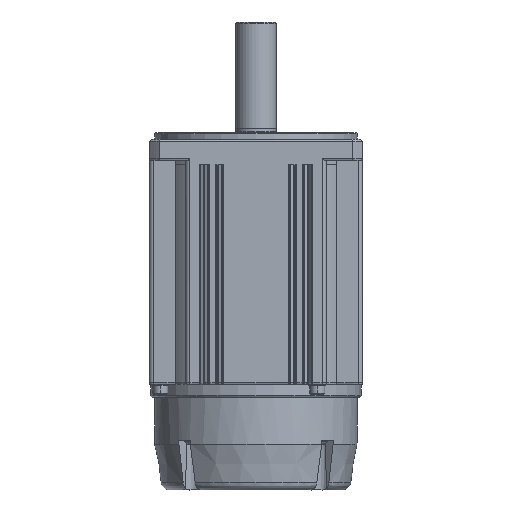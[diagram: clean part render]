
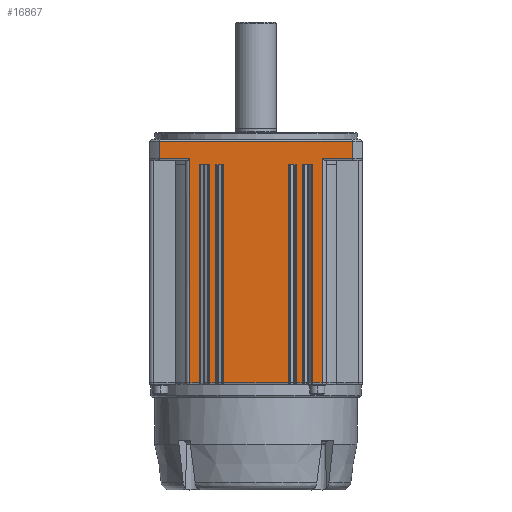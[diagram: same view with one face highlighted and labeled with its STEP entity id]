
A CAD part, left-side view. The second image highlights one B-rep face of the part: STEP entity #16867.
In plain terms, the highlighted planar face has unit normal (-1, 0, 0).
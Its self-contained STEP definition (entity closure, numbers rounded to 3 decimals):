
#16645=CARTESIAN_POINT('',(-50.,-31.,9.35));
#16646=VERTEX_POINT('',#16645);
#16658=CARTESIAN_POINT('',(-50.,-31.,-95.7));
#16659=VERTEX_POINT('',#16658);
#16660=CARTESIAN_POINT('',(-50.,-31.,9.35));
#16661=DIRECTION('',(0.,0.,-1.));
#16662=VECTOR('',#16661,105.05);
#16663=LINE('',#16660,#16662);
#16664=EDGE_CURVE('',#16646,#16659,#16663,.T.);
#16677=CARTESIAN_POINT('',(-50.,0.,-39.075));
#16678=DIRECTION('',(0.,0.,1.));
#16679=DIRECTION('',(-1.,0.,0.));
#16680=AXIS2_PLACEMENT_3D('',#16677,#16679,#16678);
#16681=PLANE('',#16680);
#16682=CARTESIAN_POINT('',(-50.,21.671,6.55));
#16683=VERTEX_POINT('',#16682);
#16684=CARTESIAN_POINT('',(-50.,26.525,6.55));
#16685=VERTEX_POINT('',#16684);
#16686=CARTESIAN_POINT('',(-50.,21.671,6.55));
#16687=DIRECTION('',(0.,1.,0.));
#16688=VECTOR('',#16687,4.854);
#16689=LINE('',#16686,#16688);
#16690=EDGE_CURVE('',#16683,#16685,#16689,.T.);
#16691=ORIENTED_EDGE('',*,*,#16690,.F.);
#16692=CARTESIAN_POINT('',(-50.,21.671,-95.7));
#16693=VERTEX_POINT('',#16692);
#16694=CARTESIAN_POINT('',(-50.,21.671,6.55));
#16695=DIRECTION('',(0.,0.,-1.));
#16696=VECTOR('',#16695,102.25);
#16697=LINE('',#16694,#16696);
#16698=EDGE_CURVE('',#16683,#16693,#16697,.T.);
#16699=ORIENTED_EDGE('',*,*,#16698,.T.);
#16700=CARTESIAN_POINT('',(-50.,18.864,-95.7));
#16701=VERTEX_POINT('',#16700);
#16702=CARTESIAN_POINT('',(-50.,18.864,-95.7));
#16703=DIRECTION('',(0.,1.,0.));
#16704=VECTOR('',#16703,2.808);
#16705=LINE('',#16702,#16704);
#16706=EDGE_CURVE('',#16701,#16693,#16705,.T.);
#16707=ORIENTED_EDGE('',*,*,#16706,.F.);
#16708=CARTESIAN_POINT('',(-50.,18.864,6.55));
#16709=VERTEX_POINT('',#16708);
#16710=CARTESIAN_POINT('',(-50.,18.864,6.55));
#16711=DIRECTION('',(0.,0.,-1.));
#16712=VECTOR('',#16711,102.25);
#16713=LINE('',#16710,#16712);
#16714=EDGE_CURVE('',#16709,#16701,#16713,.T.);
#16715=ORIENTED_EDGE('',*,*,#16714,.F.);
#16716=CARTESIAN_POINT('',(-50.,15.185,6.55));
#16717=VERTEX_POINT('',#16716);
#16718=CARTESIAN_POINT('',(-50.,15.185,6.55));
#16719=DIRECTION('',(0.,1.,0.));
#16720=VECTOR('',#16719,3.678);
#16721=LINE('',#16718,#16720);
#16722=EDGE_CURVE('',#16717,#16709,#16721,.T.);
#16723=ORIENTED_EDGE('',*,*,#16722,.F.);
#16724=CARTESIAN_POINT('',(-50.,15.185,-95.7));
#16725=VERTEX_POINT('',#16724);
#16726=CARTESIAN_POINT('',(-50.,15.185,6.55));
#16727=DIRECTION('',(0.,0.,-1.));
#16728=VECTOR('',#16727,102.25);
#16729=LINE('',#16726,#16728);
#16730=EDGE_CURVE('',#16717,#16725,#16729,.T.);
#16731=ORIENTED_EDGE('',*,*,#16730,.T.);
#16732=CARTESIAN_POINT('',(-50.,-15.185,-95.7));
#16733=VERTEX_POINT('',#16732);
#16734=CARTESIAN_POINT('',(-50.,-15.185,-95.7));
#16735=DIRECTION('',(0.,1.,0.));
#16736=VECTOR('',#16735,30.371);
#16737=LINE('',#16734,#16736);
#16738=EDGE_CURVE('',#16733,#16725,#16737,.T.);
#16739=ORIENTED_EDGE('',*,*,#16738,.F.);
#16740=CARTESIAN_POINT('',(-50.,-15.185,6.55));
#16741=VERTEX_POINT('',#16740);
#16742=CARTESIAN_POINT('',(-50.,-15.185,6.55));
#16743=DIRECTION('',(0.,0.,-1.));
#16744=VECTOR('',#16743,102.25);
#16745=LINE('',#16742,#16744);
#16746=EDGE_CURVE('',#16741,#16733,#16745,.T.);
#16747=ORIENTED_EDGE('',*,*,#16746,.F.);
#16748=CARTESIAN_POINT('',(-50.,-18.864,6.55));
#16749=VERTEX_POINT('',#16748);
#16750=CARTESIAN_POINT('',(-50.,-18.864,6.55));
#16751=DIRECTION('',(0.,1.,0.));
#16752=VECTOR('',#16751,3.678);
#16753=LINE('',#16750,#16752);
#16754=EDGE_CURVE('',#16749,#16741,#16753,.T.);
#16755=ORIENTED_EDGE('',*,*,#16754,.F.);
#16756=CARTESIAN_POINT('',(-50.,-18.864,-95.7));
#16757=VERTEX_POINT('',#16756);
#16758=CARTESIAN_POINT('',(-50.,-18.864,6.55));
#16759=DIRECTION('',(0.,0.,-1.));
#16760=VECTOR('',#16759,102.25);
#16761=LINE('',#16758,#16760);
#16762=EDGE_CURVE('',#16749,#16757,#16761,.T.);
#16763=ORIENTED_EDGE('',*,*,#16762,.T.);
#16764=CARTESIAN_POINT('',(-50.,-21.671,-95.7));
#16765=VERTEX_POINT('',#16764);
#16766=CARTESIAN_POINT('',(-50.,-21.671,-95.7));
#16767=DIRECTION('',(0.,1.,0.));
#16768=VECTOR('',#16767,2.808);
#16769=LINE('',#16766,#16768);
#16770=EDGE_CURVE('',#16765,#16757,#16769,.T.);
#16771=ORIENTED_EDGE('',*,*,#16770,.F.);
#16772=CARTESIAN_POINT('',(-50.,-21.671,6.55));
#16773=VERTEX_POINT('',#16772);
#16774=CARTESIAN_POINT('',(-50.,-21.671,6.55));
#16775=DIRECTION('',(0.,0.,-1.));
#16776=VECTOR('',#16775,102.25);
#16777=LINE('',#16774,#16776);
#16778=EDGE_CURVE('',#16773,#16765,#16777,.T.);
#16779=ORIENTED_EDGE('',*,*,#16778,.F.);
#16780=CARTESIAN_POINT('',(-50.,-26.525,6.55));
#16781=VERTEX_POINT('',#16780);
#16782=CARTESIAN_POINT('',(-50.,-21.671,6.55));
#16783=DIRECTION('',(0.,-1.,0.));
#16784=VECTOR('',#16783,4.854);
#16785=LINE('',#16782,#16784);
#16786=EDGE_CURVE('',#16773,#16781,#16785,.T.);
#16787=ORIENTED_EDGE('',*,*,#16786,.T.);
#16788=CARTESIAN_POINT('',(-50.,-26.525,-95.7));
#16789=VERTEX_POINT('',#16788);
#16790=CARTESIAN_POINT('',(-50.,-26.525,6.55));
#16791=DIRECTION('',(0.,0.,-1.));
#16792=VECTOR('',#16791,102.25);
#16793=LINE('',#16790,#16792);
#16794=EDGE_CURVE('',#16781,#16789,#16793,.T.);
#16795=ORIENTED_EDGE('',*,*,#16794,.T.);
#16796=CARTESIAN_POINT('',(-50.,-31.,-95.7));
#16797=DIRECTION('',(0.,1.,0.));
#16798=VECTOR('',#16797,4.475);
#16799=LINE('',#16796,#16798);
#16800=EDGE_CURVE('',#16659,#16789,#16799,.T.);
#16801=ORIENTED_EDGE('',*,*,#16800,.F.);
#16802=ORIENTED_EDGE('',*,*,#16664,.F.);
#16803=CARTESIAN_POINT('',(-50.,-45.346,9.35));
#16804=VERTEX_POINT('',#16803);
#16805=CARTESIAN_POINT('',(-50.,-45.346,9.35));
#16806=DIRECTION('',(0.,1.,0.));
#16807=VECTOR('',#16806,14.346);
#16808=LINE('',#16805,#16807);
#16809=EDGE_CURVE('',#16804,#16646,#16808,.T.);
#16810=ORIENTED_EDGE('',*,*,#16809,.F.);
#16811=CARTESIAN_POINT('',(-50.,-45.346,17.55));
#16812=VERTEX_POINT('',#16811);
#16813=CARTESIAN_POINT('',(-50.,-45.346,9.35));
#16814=DIRECTION('',(0.,0.,1.));
#16815=VECTOR('',#16814,8.2);
#16816=LINE('',#16813,#16815);
#16817=EDGE_CURVE('',#16804,#16812,#16816,.T.);
#16818=ORIENTED_EDGE('',*,*,#16817,.T.);
#16819=CARTESIAN_POINT('',(-50.,45.346,17.55));
#16820=VERTEX_POINT('',#16819);
#16821=CARTESIAN_POINT('',(-50.,-45.346,17.55));
#16822=DIRECTION('',(0.,1.,0.));
#16823=VECTOR('',#16822,90.692);
#16824=LINE('',#16821,#16823);
#16825=EDGE_CURVE('',#16812,#16820,#16824,.T.);
#16826=ORIENTED_EDGE('',*,*,#16825,.T.);
#16827=CARTESIAN_POINT('',(-50.,45.346,9.35));
#16828=VERTEX_POINT('',#16827);
#16829=CARTESIAN_POINT('',(-50.,45.346,9.35));
#16830=DIRECTION('',(0.,0.,1.));
#16831=VECTOR('',#16830,8.2);
#16832=LINE('',#16829,#16831);
#16833=EDGE_CURVE('',#16828,#16820,#16832,.T.);
#16834=ORIENTED_EDGE('',*,*,#16833,.F.);
#16835=CARTESIAN_POINT('',(-50.,31.,9.35));
#16836=VERTEX_POINT('',#16835);
#16837=CARTESIAN_POINT('',(-50.,45.346,9.35));
#16838=DIRECTION('',(0.,-1.,0.));
#16839=VECTOR('',#16838,14.346);
#16840=LINE('',#16837,#16839);
#16841=EDGE_CURVE('',#16828,#16836,#16840,.T.);
#16842=ORIENTED_EDGE('',*,*,#16841,.T.);
#16843=CARTESIAN_POINT('',(-50.,31.,-95.7));
#16844=VERTEX_POINT('',#16843);
#16845=CARTESIAN_POINT('',(-50.,31.,9.35));
#16846=DIRECTION('',(0.,0.,-1.));
#16847=VECTOR('',#16846,105.05);
#16848=LINE('',#16845,#16847);
#16849=EDGE_CURVE('',#16836,#16844,#16848,.T.);
#16850=ORIENTED_EDGE('',*,*,#16849,.T.);
#16851=CARTESIAN_POINT('',(-50.,26.525,-95.7));
#16852=VERTEX_POINT('',#16851);
#16853=CARTESIAN_POINT('',(-50.,26.525,-95.7));
#16854=DIRECTION('',(0.,1.,0.));
#16855=VECTOR('',#16854,4.475);
#16856=LINE('',#16853,#16855);
#16857=EDGE_CURVE('',#16852,#16844,#16856,.T.);
#16858=ORIENTED_EDGE('',*,*,#16857,.F.);
#16859=CARTESIAN_POINT('',(-50.,26.525,6.55));
#16860=DIRECTION('',(0.,0.,-1.));
#16861=VECTOR('',#16860,102.25);
#16862=LINE('',#16859,#16861);
#16863=EDGE_CURVE('',#16685,#16852,#16862,.T.);
#16864=ORIENTED_EDGE('',*,*,#16863,.F.);
#16865=EDGE_LOOP('',(#16691,#16699,#16707,#16715,#16723,#16731,#16739,#16747,#16755,#16763,#16771,#16779,#16787,#16795,#16801,#16802,#16810,#16818,#16826,#16834,#16842,#16850,#16858,#16864));
#16866=FACE_OUTER_BOUND('',#16865,.T.);
#16867=ADVANCED_FACE('',(#16866),#16681,.T.);
